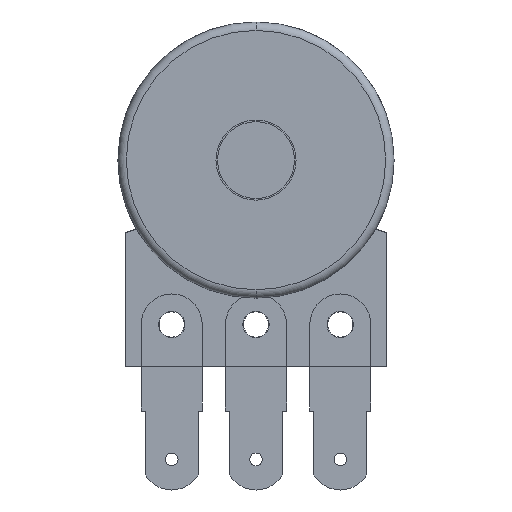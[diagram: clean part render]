
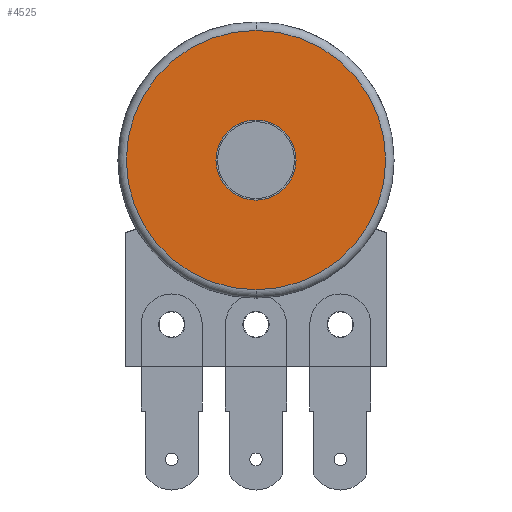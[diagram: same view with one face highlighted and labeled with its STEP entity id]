
A CAD part, front view. The second image highlights one B-rep face of the part: STEP entity #4525.
In plain terms, the highlighted planar face has unit normal (0, -1, 0).
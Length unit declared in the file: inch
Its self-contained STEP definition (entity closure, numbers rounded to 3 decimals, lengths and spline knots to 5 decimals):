
#155 = CARTESIAN_POINT ( 'NONE',  ( 0., 0., 0.095 ) ) ;
#334 = EDGE_CURVE ( 'NONE', #12728, #13111, #1889, .T. ) ;
#403 = VERTEX_POINT ( 'NONE', #155 ) ;
#1034 = CARTESIAN_POINT ( 'NONE',  ( 0., 0., -0.3075 ) ) ;
#1104 = ORIENTED_EDGE ( 'NONE', *, *, #334, .T. ) ;
#1889 = CIRCLE ( 'NONE', #3744, 0.3075 ) ;
#3075 = VERTEX_POINT ( 'NONE', #8254 ) ;
#3128 = DIRECTION ( 'NONE',  ( 0., -1., 0. ) ) ;
#3511 = DIRECTION ( 'NONE',  ( 0., 0., -1. ) ) ;
#3744 = AXIS2_PLACEMENT_3D ( 'NONE', #12341, #3128, #6806 ) ;
#4047 = DIRECTION ( 'NONE',  ( 0., -1., 0. ) ) ;
#4065 = CIRCLE ( 'NONE', #15837, 0.095 ) ;
#4224 = CIRCLE ( 'NONE', #5632, 0.3075 ) ;
#4525 = ADVANCED_FACE ( 'NONE', ( #9330, #11884 ), #6444, .F. ) ;
#4610 = DIRECTION ( 'NONE',  ( 0., -1., 0. ) ) ;
#4702 = CIRCLE ( 'NONE', #5848, 0.095 ) ;
#5131 = DIRECTION ( 'NONE',  ( 0., 1., 0. ) ) ;
#5632 = AXIS2_PLACEMENT_3D ( 'NONE', #15087, #4610, #8479 ) ;
#5684 = EDGE_LOOP ( 'NONE', ( #13530, #1104 ) ) ;
#5848 = AXIS2_PLACEMENT_3D ( 'NONE', #8680, #10330, #3511 ) ;
#6444 = PLANE ( 'NONE',  #7000 ) ;
#6806 = DIRECTION ( 'NONE',  ( 0., 0., 1. ) ) ;
#7000 = AXIS2_PLACEMENT_3D ( 'NONE', #7947, #5131, #14706 ) ;
#7655 = DIRECTION ( 'NONE',  ( 0., 0., -1. ) ) ;
#7947 = CARTESIAN_POINT ( 'NONE',  ( 0., 0., 0. ) ) ;
#8254 = CARTESIAN_POINT ( 'NONE',  ( 0., 0., -0.095 ) ) ;
#8479 = DIRECTION ( 'NONE',  ( 0., 0., 1. ) ) ;
#8680 = CARTESIAN_POINT ( 'NONE',  ( 0., 0., 0. ) ) ;
#9015 = EDGE_CURVE ( 'NONE', #3075, #403, #4702, .T. ) ;
#9330 = FACE_BOUND ( 'NONE', #14724, .T. ) ;
#10330 = DIRECTION ( 'NONE',  ( 0., -1., 0. ) ) ;
#11136 = ORIENTED_EDGE ( 'NONE', *, *, #9015, .F. ) ;
#11429 = CARTESIAN_POINT ( 'NONE',  ( 0., 0., 0.3075 ) ) ;
#11884 = FACE_OUTER_BOUND ( 'NONE', #5684, .T. ) ;
#12341 = CARTESIAN_POINT ( 'NONE',  ( 0., 0., 0. ) ) ;
#12728 = VERTEX_POINT ( 'NONE', #1034 ) ;
#13111 = VERTEX_POINT ( 'NONE', #11429 ) ;
#13530 = ORIENTED_EDGE ( 'NONE', *, *, #17186, .T. ) ;
#14451 = EDGE_CURVE ( 'NONE', #403, #3075, #4065, .T. ) ;
#14706 = DIRECTION ( 'NONE',  ( 0., 0., 1. ) ) ;
#14724 = EDGE_LOOP ( 'NONE', ( #11136, #15935 ) ) ;
#15087 = CARTESIAN_POINT ( 'NONE',  ( 0., 0., 0. ) ) ;
#15837 = AXIS2_PLACEMENT_3D ( 'NONE', #17402, #4047, #7655 ) ;
#15935 = ORIENTED_EDGE ( 'NONE', *, *, #14451, .F. ) ;
#17186 = EDGE_CURVE ( 'NONE', #13111, #12728, #4224, .T. ) ;
#17402 = CARTESIAN_POINT ( 'NONE',  ( 0., 0., 0. ) ) ;
